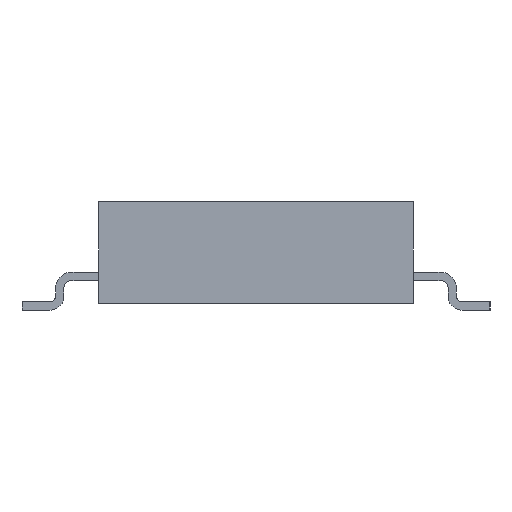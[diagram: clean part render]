
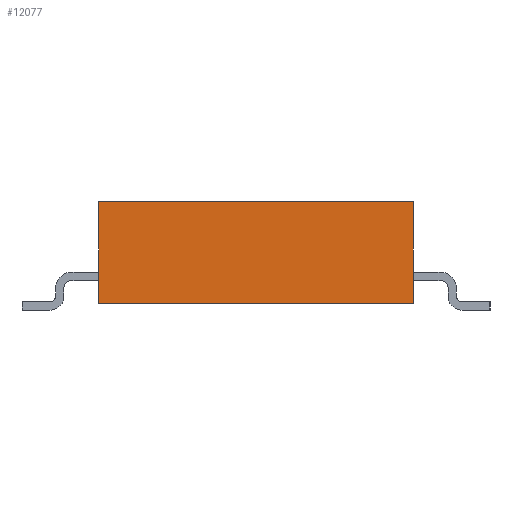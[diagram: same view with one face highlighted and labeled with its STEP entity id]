
A CAD part, front view. The second image highlights one B-rep face of the part: STEP entity #12077.
In plain terms, the highlighted free-form (B-spline) face has degree [1, 1] with [2, 2] control points.
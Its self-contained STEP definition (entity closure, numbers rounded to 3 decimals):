
#9577=CARTESIAN_POINT('',(-2.25,-5.695,1.55));
#9578=VERTEX_POINT('',#9577);
#9585=CARTESIAN_POINT('',(2.25,-5.695,1.55));
#9586=VERTEX_POINT('',#9585);
#9587=CARTESIAN_POINT('',(2.25,-5.695,1.55));
#9588=DIRECTION('',(-1.0,0.0,0.0));
#9589=VECTOR('',#9588,4.5);
#9590=LINE('',#9587,#9589);
#9591=EDGE_CURVE('',#9586,#9578,#9590,.T.);
#12014=CARTESIAN_POINT('',(2.25,-5.695,0.1));
#12015=VERTEX_POINT('',#12014);
#12022=CARTESIAN_POINT('',(-2.25,-5.695,0.1));
#12023=VERTEX_POINT('',#12022);
#12024=CARTESIAN_POINT('',(-2.25,-5.695,0.1));
#12025=DIRECTION('',(1.0,0.0,0.0));
#12026=VECTOR('',#12025,4.5);
#12027=LINE('',#12024,#12026);
#12028=EDGE_CURVE('',#12023,#12015,#12027,.T.);
#12044=CARTESIAN_POINT('',(-2.25,-5.695,1.55));
#12045=DIRECTION('',(0.0,0.0,-1.0));
#12046=VECTOR('',#12045,1.45);
#12047=LINE('',#12044,#12046);
#12048=EDGE_CURVE('',#9578,#12023,#12047,.T.);
#12061=CARTESIAN_POINT('',(2.25,-5.695,1.55));
#12062=CARTESIAN_POINT('',(2.25,-5.695,0.1));
#12063=CARTESIAN_POINT('',(-2.25,-5.695,1.55));
#12064=CARTESIAN_POINT('',(-2.25,-5.695,0.1));
#12065=B_SPLINE_SURFACE_WITH_KNOTS('',1,1,((#12061,#12063),(#12062,#12064)),.UNSPECIFIED.,.F.,.F.,.U.,(2,2),(2,2),(0.0,1.45),(0.0,4.5),.UNSPECIFIED.);
#12066=CARTESIAN_POINT('',(2.25,-5.695,1.55));
#12067=DIRECTION('',(0.0,0.0,-1.0));
#12068=VECTOR('',#12067,1.45);
#12069=LINE('',#12066,#12068);
#12070=EDGE_CURVE('',#9586,#12015,#12069,.T.);
#12071=ORIENTED_EDGE('',*,*,#12070,.F.);
#12072=ORIENTED_EDGE('',*,*,#9591,.T.);
#12073=ORIENTED_EDGE('',*,*,#12048,.T.);
#12074=ORIENTED_EDGE('',*,*,#12028,.T.);
#12075=EDGE_LOOP('',(#12071,#12072,#12073,#12074));
#12076=FACE_OUTER_BOUND('',#12075,.T.);
#12077=ADVANCED_FACE('',(#12076),#12065,.F.);
